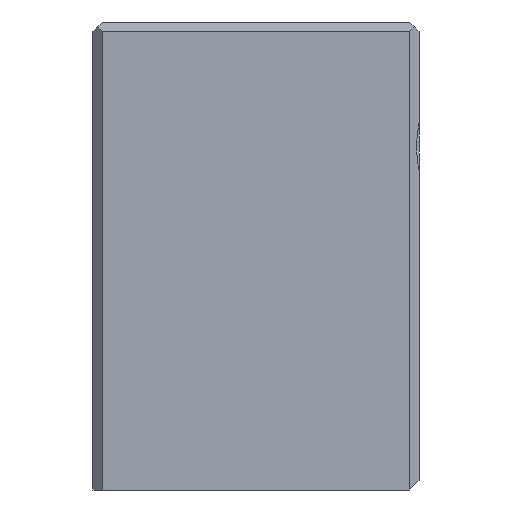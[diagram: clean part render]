
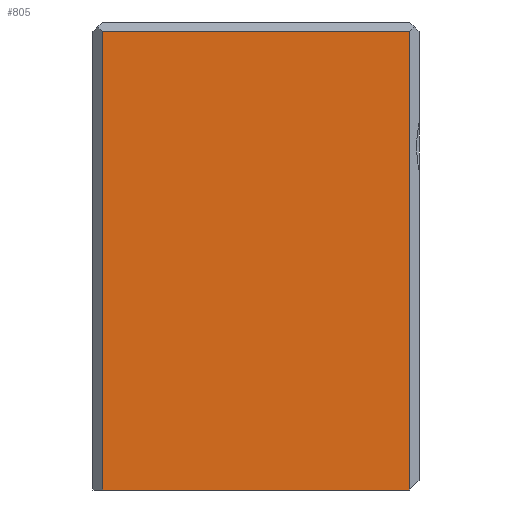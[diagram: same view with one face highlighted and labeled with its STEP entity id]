
A CAD part, left-side view. The second image highlights one B-rep face of the part: STEP entity #805.
In plain terms, the highlighted planar face has unit normal (-1, 0, 0).
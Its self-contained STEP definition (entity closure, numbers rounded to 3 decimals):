
#80=FACE_OUTER_BOUND('',#123,.T.);
#123=EDGE_LOOP('',(#605,#606,#607,#608));
#199=LINE('',#1216,#285);
#210=LINE('',#1241,#296);
#214=LINE('',#1257,#300);
#215=LINE('',#1258,#301);
#285=VECTOR('',#975,10.);
#296=VECTOR('',#994,10.);
#300=VECTOR('',#1000,10.);
#301=VECTOR('',#1001,10.);
#362=VERTEX_POINT('',#1213);
#363=VERTEX_POINT('',#1215);
#370=VERTEX_POINT('',#1240);
#375=VERTEX_POINT('',#1256);
#447=EDGE_CURVE('',#362,#363,#199,.T.);
#459=EDGE_CURVE('',#363,#370,#210,.T.);
#465=EDGE_CURVE('',#375,#362,#214,.T.);
#466=EDGE_CURVE('',#375,#370,#215,.T.);
#605=ORIENTED_EDGE('',*,*,#447,.F.);
#606=ORIENTED_EDGE('',*,*,#465,.F.);
#607=ORIENTED_EDGE('',*,*,#466,.T.);
#608=ORIENTED_EDGE('',*,*,#459,.F.);
#774=PLANE('',#861);
#805=ADVANCED_FACE('',(#80),#774,.T.);
#861=AXIS2_PLACEMENT_3D('',#1255,#998,#999);
#975=DIRECTION('',(0.,-1.,0.));
#994=DIRECTION('',(0.,0.,-1.));
#998=DIRECTION('center_axis',(-1.,0.,0.));
#999=DIRECTION('ref_axis',(0.,0.,1.));
#1000=DIRECTION('',(0.,0.,1.));
#1001=DIRECTION('',(0.,-1.,0.));
#1213=CARTESIAN_POINT('',(0.,16.5,26.5));
#1215=CARTESIAN_POINT('',(0.,0.5,26.5));
#1216=CARTESIAN_POINT('',(0.,0.,26.5));
#1240=CARTESIAN_POINT('',(0.,0.5,2.6));
#1241=CARTESIAN_POINT('',(0.,0.5,6.75));
#1255=CARTESIAN_POINT('Origin',(0.,0.,0.));
#1256=CARTESIAN_POINT('',(0.,16.5,2.6));
#1257=CARTESIAN_POINT('',(0.,16.5,6.75));
#1258=CARTESIAN_POINT('',(0.,0.,2.6));
